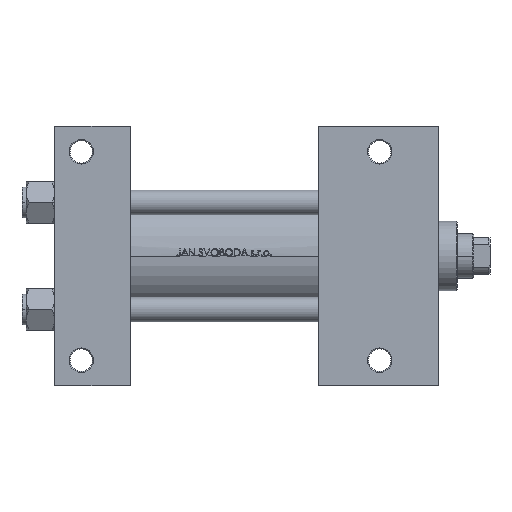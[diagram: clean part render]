
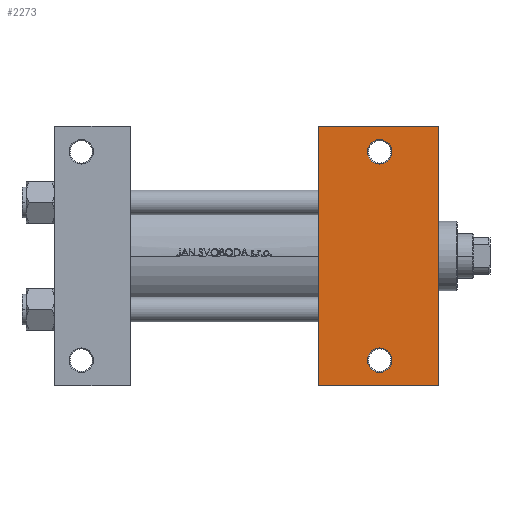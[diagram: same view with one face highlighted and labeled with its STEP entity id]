
A CAD part, front view. The second image highlights one B-rep face of the part: STEP entity #2273.
In plain terms, the highlighted face is planar.
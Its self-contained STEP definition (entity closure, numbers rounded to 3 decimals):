
#87 = VERTEX_POINT ( 'NONE', #33408 ) ;
#658 = FACE_BOUND ( 'NONE', #46218, .T. ) ;
#684 = ORIENTED_EDGE ( 'NONE', *, *, #33601, .T. ) ;
#1025 = EDGE_CURVE ( 'NONE', #87, #11127, #8406, .T. ) ;
#2273 = ADVANCED_FACE ( 'NONE', ( #34786, #658, #15864 ), #4154, .T. ) ;
#2533 = CIRCLE ( 'NONE', #20015, 6. ) ;
#2970 = DIRECTION ( 'NONE',  ( -1., 0., 0. ) ) ;
#3167 = CIRCLE ( 'NONE', #32623, 6. ) ;
#4154 = PLANE ( 'NONE',  #17195 ) ;
#4810 = CIRCLE ( 'NONE', #35829, 6. ) ;
#5201 = CARTESIAN_POINT ( 'NONE',  ( 153.001, -51., -37.5 ) ) ;
#8289 = CARTESIAN_POINT ( 'NONE',  ( 159., 51., -37.5 ) ) ;
#8406 = CIRCLE ( 'NONE', #27470, 6. ) ;
#8636 = DIRECTION ( 'NONE',  ( 0., 0., -1. ) ) ;
#8753 = LINE ( 'NONE', #16980, #12708 ) ;
#9158 = VERTEX_POINT ( 'NONE', #42803 ) ;
#9796 = ORIENTED_EDGE ( 'NONE', *, *, #46074, .T. ) ;
#10496 = DIRECTION ( 'NONE',  ( -1., 0., 0. ) ) ;
#10873 = ORIENTED_EDGE ( 'NONE', *, *, #37996, .T. ) ;
#11127 = VERTEX_POINT ( 'NONE', #5201 ) ;
#11626 = EDGE_CURVE ( 'NONE', #46585, #39672, #26998, .T. ) ;
#12292 = ORIENTED_EDGE ( 'NONE', *, *, #30155, .T. ) ;
#12708 = VECTOR ( 'NONE', #47341, 1000. ) ;
#13387 = LINE ( 'NONE', #40040, #34179 ) ;
#13441 = VERTEX_POINT ( 'NONE', #15092 ) ;
#13580 = DIRECTION ( 'NONE',  ( 0., 0., 1. ) ) ;
#15092 = CARTESIAN_POINT ( 'NONE',  ( 165., 51., -37.5 ) ) ;
#15181 = DIRECTION ( 'NONE',  ( 0., 0., 1. ) ) ;
#15864 = FACE_OUTER_BOUND ( 'NONE', #31336, .T. ) ;
#15973 = CARTESIAN_POINT ( 'NONE',  ( 129., -63.5, -37.5 ) ) ;
#16785 = DIRECTION ( 'NONE',  ( -1., 0., 0. ) ) ;
#16980 = CARTESIAN_POINT ( 'NONE',  ( 129., -63.5, -37.5 ) ) ;
#17195 = AXIS2_PLACEMENT_3D ( 'NONE', #27541, #8636, #46733 ) ;
#19758 = VECTOR ( 'NONE', #22266, 1000. ) ;
#20015 = AXIS2_PLACEMENT_3D ( 'NONE', #47892, #28948, #16785 ) ;
#20662 = ORIENTED_EDGE ( 'NONE', *, *, #11626, .F. ) ;
#21014 = VERTEX_POINT ( 'NONE', #32668 ) ;
#22266 = DIRECTION ( 'NONE',  ( 0., -1., 0. ) ) ;
#25198 = LINE ( 'NONE', #32938, #40052 ) ;
#26502 = CARTESIAN_POINT ( 'NONE',  ( 129., 37.5, -37.5 ) ) ;
#26998 = LINE ( 'NONE', #26502, #19758 ) ;
#27470 = AXIS2_PLACEMENT_3D ( 'NONE', #48794, #15181, #2970 ) ;
#27541 = CARTESIAN_POINT ( 'NONE',  ( 188., 37.5, -37.5 ) ) ;
#28746 = DIRECTION ( 'NONE',  ( -1., 0., 0. ) ) ;
#28948 = DIRECTION ( 'NONE',  ( 0., 0., 1. ) ) ;
#29075 = ORIENTED_EDGE ( 'NONE', *, *, #46700, .T. ) ;
#30155 = EDGE_CURVE ( 'NONE', #11127, #87, #3167, .T. ) ;
#31336 = EDGE_LOOP ( 'NONE', ( #20662, #33726, #9796, #684 ) ) ;
#32623 = AXIS2_PLACEMENT_3D ( 'NONE', #47680, #13580, #28746 ) ;
#32668 = CARTESIAN_POINT ( 'NONE',  ( 188., 63.5, -37.5 ) ) ;
#32938 = CARTESIAN_POINT ( 'NONE',  ( 129., 63.5, -37.5 ) ) ;
#33408 = CARTESIAN_POINT ( 'NONE',  ( 165., -51., -37.5 ) ) ;
#33601 = EDGE_CURVE ( 'NONE', #9158, #39672, #8753, .T. ) ;
#33726 = ORIENTED_EDGE ( 'NONE', *, *, #42397, .T. ) ;
#34179 = VECTOR ( 'NONE', #43776, 1000. ) ;
#34786 = FACE_BOUND ( 'NONE', #37718, .T. ) ;
#35829 = AXIS2_PLACEMENT_3D ( 'NONE', #8289, #38669, #10496 ) ;
#37718 = EDGE_LOOP ( 'NONE', ( #29075, #10873 ) ) ;
#37748 = ORIENTED_EDGE ( 'NONE', *, *, #1025, .T. ) ;
#37996 = EDGE_CURVE ( 'NONE', #13441, #49107, #2533, .T. ) ;
#38669 = DIRECTION ( 'NONE',  ( 0., 0., 1. ) ) ;
#38785 = CARTESIAN_POINT ( 'NONE',  ( 153.001, 51., -37.5 ) ) ;
#39672 = VERTEX_POINT ( 'NONE', #15973 ) ;
#40040 = CARTESIAN_POINT ( 'NONE',  ( 188., 37.5, -37.5 ) ) ;
#40052 = VECTOR ( 'NONE', #48116, 1000. ) ;
#42397 = EDGE_CURVE ( 'NONE', #46585, #21014, #25198, .T. ) ;
#42803 = CARTESIAN_POINT ( 'NONE',  ( 188., -63.5, -37.5 ) ) ;
#43776 = DIRECTION ( 'NONE',  ( 0., -1., 0. ) ) ;
#46074 = EDGE_CURVE ( 'NONE', #21014, #9158, #13387, .T. ) ;
#46218 = EDGE_LOOP ( 'NONE', ( #12292, #37748 ) ) ;
#46585 = VERTEX_POINT ( 'NONE', #47918 ) ;
#46700 = EDGE_CURVE ( 'NONE', #49107, #13441, #4810, .T. ) ;
#46733 = DIRECTION ( 'NONE',  ( -1., 0., 0. ) ) ;
#47341 = DIRECTION ( 'NONE',  ( -1., 0., 0. ) ) ;
#47680 = CARTESIAN_POINT ( 'NONE',  ( 159., -51., -37.5 ) ) ;
#47892 = CARTESIAN_POINT ( 'NONE',  ( 159., 51., -37.5 ) ) ;
#47918 = CARTESIAN_POINT ( 'NONE',  ( 129., 63.5, -37.5 ) ) ;
#48116 = DIRECTION ( 'NONE',  ( 1., 0., 0. ) ) ;
#48794 = CARTESIAN_POINT ( 'NONE',  ( 159., -51., -37.5 ) ) ;
#49107 = VERTEX_POINT ( 'NONE', #38785 ) ;
